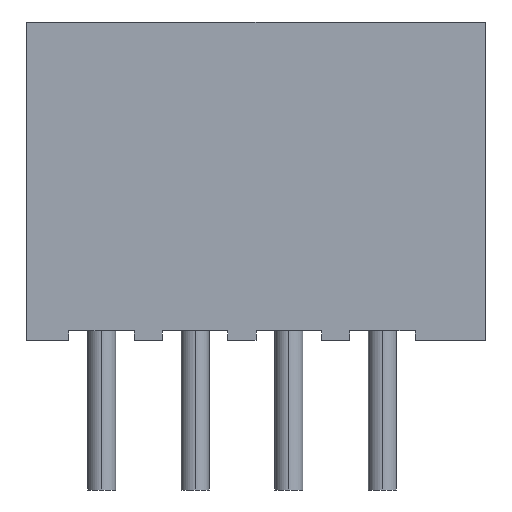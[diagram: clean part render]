
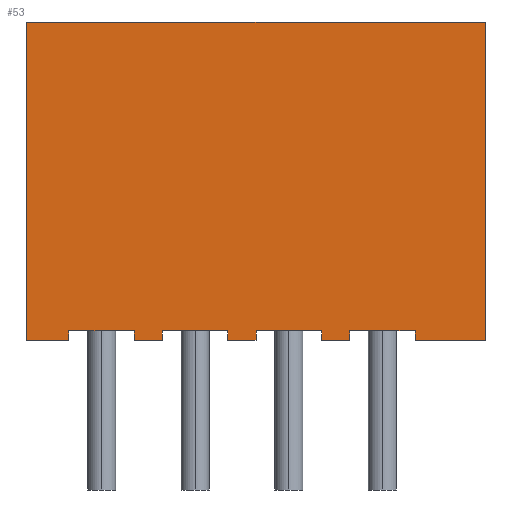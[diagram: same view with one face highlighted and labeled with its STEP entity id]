
A CAD part, front view. The second image highlights one B-rep face of the part: STEP entity #53.
In plain terms, the highlighted planar face has unit normal (0, -1, 0).
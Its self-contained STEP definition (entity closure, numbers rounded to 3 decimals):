
#53=ADVANCED_FACE('',(#179),#180,.T.);
#179=FACE_OUTER_BOUND('',#421,.T.);
#180=PLANE('',#422);
#421=EDGE_LOOP('',(#729,#730,#731,#732,#733,#734,#735,#736,#737,#738,#739,#740,#741,#742,#743,#744,#745,#746,#747,#748));
#422=AXIS2_PLACEMENT_3D('',#749,#750,#751);
#729=ORIENTED_EDGE('',*,*,#1698,.T.);
#730=ORIENTED_EDGE('',*,*,#1701,.F.);
#731=ORIENTED_EDGE('',*,*,#1702,.T.);
#732=ORIENTED_EDGE('',*,*,#1703,.F.);
#733=ORIENTED_EDGE('',*,*,#1704,.F.);
#734=ORIENTED_EDGE('',*,*,#1655,.T.);
#735=ORIENTED_EDGE('',*,*,#1705,.T.);
#736=ORIENTED_EDGE('',*,*,#1706,.T.);
#737=ORIENTED_EDGE('',*,*,#1707,.T.);
#738=ORIENTED_EDGE('',*,*,#1708,.F.);
#739=ORIENTED_EDGE('',*,*,#1709,.T.);
#740=ORIENTED_EDGE('',*,*,#1710,.T.);
#741=ORIENTED_EDGE('',*,*,#1711,.T.);
#742=ORIENTED_EDGE('',*,*,#1712,.F.);
#743=ORIENTED_EDGE('',*,*,#1713,.T.);
#744=ORIENTED_EDGE('',*,*,#1714,.T.);
#745=ORIENTED_EDGE('',*,*,#1715,.T.);
#746=ORIENTED_EDGE('',*,*,#1716,.F.);
#747=ORIENTED_EDGE('',*,*,#1717,.T.);
#748=ORIENTED_EDGE('',*,*,#1694,.T.);
#749=CARTESIAN_POINT('',(-4.9,-3.8,0.0));
#750=DIRECTION('',(0.0,-1.0,0.0));
#751=DIRECTION('',(0.0,0.0,-1.0));
#1655=EDGE_CURVE('',#1987,#1985,#1988,.T.);
#1694=EDGE_CURVE('',#2060,#2061,#2062,.T.);
#1698=EDGE_CURVE('',#2061,#2065,#2067,.T.);
#1701=EDGE_CURVE('',#2072,#2065,#2073,.T.);
#1702=EDGE_CURVE('',#2072,#2074,#2075,.T.);
#1703=EDGE_CURVE('',#2076,#2074,#2077,.T.);
#1704=EDGE_CURVE('',#1987,#2076,#2078,.T.);
#1705=EDGE_CURVE('',#1985,#2079,#2080,.T.);
#1706=EDGE_CURVE('',#2079,#2081,#2082,.T.);
#1707=EDGE_CURVE('',#2081,#2083,#2084,.T.);
#1708=EDGE_CURVE('',#2085,#2083,#2086,.T.);
#1709=EDGE_CURVE('',#2085,#2087,#2088,.T.);
#1710=EDGE_CURVE('',#2087,#2089,#2090,.T.);
#1711=EDGE_CURVE('',#2089,#2091,#2092,.T.);
#1712=EDGE_CURVE('',#2093,#2091,#2094,.T.);
#1713=EDGE_CURVE('',#2093,#2095,#2096,.T.);
#1714=EDGE_CURVE('',#2095,#2097,#2098,.T.);
#1715=EDGE_CURVE('',#2097,#2099,#2100,.T.);
#1716=EDGE_CURVE('',#2101,#2099,#2102,.T.);
#1717=EDGE_CURVE('',#2101,#2060,#2103,.T.);
#1985=VERTEX_POINT('',#2527);
#1987=VERTEX_POINT('',#2530);
#1988=LINE('',#2531,#2532);
#2060=VERTEX_POINT('',#2641);
#2061=VERTEX_POINT('',#2642);
#2062=LINE('',#2643,#2644);
#2065=VERTEX_POINT('',#2649);
#2067=LINE('',#2652,#2653);
#2072=VERTEX_POINT('',#2658);
#2073=LINE('',#2659,#2660);
#2074=VERTEX_POINT('',#2661);
#2075=LINE('',#2662,#2663);
#2076=VERTEX_POINT('',#2664);
#2077=LINE('',#2665,#2666);
#2078=LINE('',#2667,#2668);
#2079=VERTEX_POINT('',#2669);
#2080=LINE('',#2670,#2671);
#2081=VERTEX_POINT('',#2672);
#2082=LINE('',#2673,#2674);
#2083=VERTEX_POINT('',#2675);
#2084=LINE('',#2676,#2677);
#2085=VERTEX_POINT('',#2678);
#2086=LINE('',#2679,#2680);
#2087=VERTEX_POINT('',#2681);
#2088=LINE('',#2682,#2683);
#2089=VERTEX_POINT('',#2684);
#2090=LINE('',#2685,#2686);
#2091=VERTEX_POINT('',#2687);
#2092=LINE('',#2688,#2689);
#2093=VERTEX_POINT('',#2690);
#2094=LINE('',#2691,#2692);
#2095=VERTEX_POINT('',#2693);
#2096=LINE('',#2694,#2695);
#2097=VERTEX_POINT('',#2696);
#2098=LINE('',#2697,#2698);
#2099=VERTEX_POINT('',#2699);
#2100=LINE('',#2700,#2701);
#2101=VERTEX_POINT('',#2702);
#2102=LINE('',#2703,#2704);
#2103=LINE('',#2705,#2706);
#2527=CARTESIAN_POINT('',(-4.9,-3.8,-6.8));
#2530=CARTESIAN_POINT('',(-4.9,-3.8,0.0));
#2531=CARTESIAN_POINT('',(-4.9,-3.8,0.0));
#2532=VECTOR('',#3387,6.8);
#2641=CARTESIAN_POINT('',(2.0,-3.8,-6.8));
#2642=CARTESIAN_POINT('',(2.0,-3.8,-6.6));
#2643=CARTESIAN_POINT('',(2.0,-3.8,-6.8));
#2644=VECTOR('',#3428,0.2);
#2649=CARTESIAN_POINT('',(3.4,-3.8,-6.6));
#2652=CARTESIAN_POINT('',(2.0,-3.8,-6.6));
#2653=VECTOR('',#3432,1.4);
#2658=CARTESIAN_POINT('',(3.4,-3.8,-6.8));
#2659=CARTESIAN_POINT('',(3.4,-3.8,-6.8));
#2660=VECTOR('',#3439,0.2);
#2661=CARTESIAN_POINT('',(4.9,-3.8,-6.8));
#2662=CARTESIAN_POINT('',(3.4,-3.8,-6.8));
#2663=VECTOR('',#3440,1.5);
#2664=CARTESIAN_POINT('',(4.9,-3.8,0.0));
#2665=CARTESIAN_POINT('',(4.9,-3.8,0.0));
#2666=VECTOR('',#3441,6.8);
#2667=CARTESIAN_POINT('',(-4.9,-3.8,0.0));
#2668=VECTOR('',#3442,9.8);
#2669=CARTESIAN_POINT('',(-4.0,-3.8,-6.8));
#2670=CARTESIAN_POINT('',(-4.9,-3.8,-6.8));
#2671=VECTOR('',#3443,0.9);
#2672=CARTESIAN_POINT('',(-4.0,-3.8,-6.6));
#2673=CARTESIAN_POINT('',(-4.0,-3.8,-6.8));
#2674=VECTOR('',#3444,0.2);
#2675=CARTESIAN_POINT('',(-2.6,-3.8,-6.6));
#2676=CARTESIAN_POINT('',(-4.0,-3.8,-6.6));
#2677=VECTOR('',#3445,1.4);
#2678=CARTESIAN_POINT('',(-2.6,-3.8,-6.8));
#2679=CARTESIAN_POINT('',(-2.6,-3.8,-6.8));
#2680=VECTOR('',#3446,0.2);
#2681=CARTESIAN_POINT('',(-2.0,-3.8,-6.8));
#2682=CARTESIAN_POINT('',(-2.6,-3.8,-6.8));
#2683=VECTOR('',#3447,0.6);
#2684=CARTESIAN_POINT('',(-2.0,-3.8,-6.6));
#2685=CARTESIAN_POINT('',(-2.0,-3.8,-6.8));
#2686=VECTOR('',#3448,0.2);
#2687=CARTESIAN_POINT('',(-0.6,-3.8,-6.6));
#2688=CARTESIAN_POINT('',(-2.0,-3.8,-6.6));
#2689=VECTOR('',#3449,1.4);
#2690=CARTESIAN_POINT('',(-0.6,-3.8,-6.8));
#2691=CARTESIAN_POINT('',(-0.6,-3.8,-6.8));
#2692=VECTOR('',#3450,0.2);
#2693=CARTESIAN_POINT('',(0.0,-3.8,-6.8));
#2694=CARTESIAN_POINT('',(-0.6,-3.8,-6.8));
#2695=VECTOR('',#3451,0.6);
#2696=CARTESIAN_POINT('',(0.0,-3.8,-6.6));
#2697=CARTESIAN_POINT('',(0.0,-3.8,-6.8));
#2698=VECTOR('',#3452,0.2);
#2699=CARTESIAN_POINT('',(1.4,-3.8,-6.6));
#2700=CARTESIAN_POINT('',(0.0,-3.8,-6.6));
#2701=VECTOR('',#3453,1.4);
#2702=CARTESIAN_POINT('',(1.4,-3.8,-6.8));
#2703=CARTESIAN_POINT('',(1.4,-3.8,-6.8));
#2704=VECTOR('',#3454,0.2);
#2705=CARTESIAN_POINT('',(1.4,-3.8,-6.8));
#2706=VECTOR('',#3455,0.6);
#3387=DIRECTION('',(0.0,0.0,-1.0));
#3428=DIRECTION('',(0.0,0.0,1.0));
#3432=DIRECTION('',(1.0,0.0,0.0));
#3439=DIRECTION('',(0.0,0.0,1.0));
#3440=DIRECTION('',(1.0,0.0,0.0));
#3441=DIRECTION('',(0.0,0.0,-1.0));
#3442=DIRECTION('',(1.0,0.0,0.0));
#3443=DIRECTION('',(1.0,0.0,0.0));
#3444=DIRECTION('',(0.0,0.0,1.0));
#3445=DIRECTION('',(1.0,0.0,0.0));
#3446=DIRECTION('',(0.0,0.0,1.0));
#3447=DIRECTION('',(1.0,0.0,0.0));
#3448=DIRECTION('',(0.0,0.0,1.0));
#3449=DIRECTION('',(1.0,0.0,0.0));
#3450=DIRECTION('',(0.0,0.0,1.0));
#3451=DIRECTION('',(1.0,0.0,0.0));
#3452=DIRECTION('',(0.0,0.0,1.0));
#3453=DIRECTION('',(1.0,0.0,0.0));
#3454=DIRECTION('',(0.0,0.0,1.0));
#3455=DIRECTION('',(1.0,0.0,0.0));
